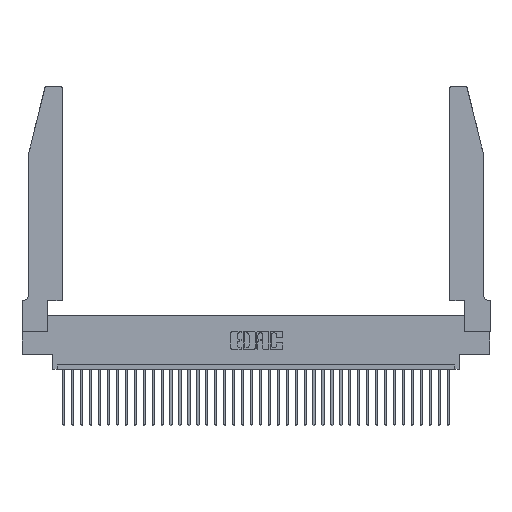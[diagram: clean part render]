
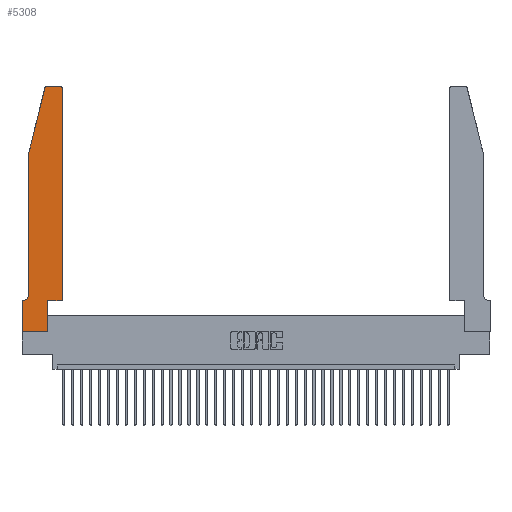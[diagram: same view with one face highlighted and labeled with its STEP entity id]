
A CAD part, top view. The second image highlights one B-rep face of the part: STEP entity #5308.
In plain terms, the highlighted planar face has unit normal (0, 0, 1).
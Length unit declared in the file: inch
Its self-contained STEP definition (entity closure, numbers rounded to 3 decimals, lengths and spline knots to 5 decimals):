
#138 = CARTESIAN_POINT ( 'NONE',  ( 0.0755, 0.42, 0.37 ) ) ;
#415 = VECTOR ( 'NONE', #31152, 39.37008 ) ;
#428 = EDGE_CURVE ( 'NONE', #15943, #26031, #27322, .T. ) ;
#549 = EDGE_CURVE ( 'NONE', #11250, #34043, #30481, .T. ) ;
#572 = VERTEX_POINT ( 'NONE', #26524 ) ;
#1705 = VECTOR ( 'NONE', #17338, 39.37008 ) ;
#1904 = LINE ( 'NONE', #6505, #3695 ) ;
#2280 = ORIENTED_EDGE ( 'NONE', *, *, #11572, .T. ) ;
#2866 = EDGE_CURVE ( 'NONE', #30143, #572, #17746, .T. ) ;
#2993 = DIRECTION ( 'NONE',  ( 0., 0., 1. ) ) ;
#3620 = CARTESIAN_POINT ( 'NONE',  ( 0.0055, 0.35, 0.37 ) ) ;
#3695 = VECTOR ( 'NONE', #27010, 39.37008 ) ;
#3742 = ORIENTED_EDGE ( 'NONE', *, *, #2866, .T. ) ;
#3985 = CIRCLE ( 'NONE', #22693, 0.07 ) ;
#4317 = ORIENTED_EDGE ( 'NONE', *, *, #6500, .T. ) ;
#5037 = DIRECTION ( 'NONE',  ( 0., 0., 1. ) ) ;
#5308 = ADVANCED_FACE ( 'NONE', ( #26322 ), #13412, .T. ) ;
#5768 = EDGE_CURVE ( 'NONE', #6588, #9711, #33488, .T. ) ;
#6022 = VERTEX_POINT ( 'NONE', #6096 ) ;
#6096 = CARTESIAN_POINT ( 'NONE',  ( 0.4205, 2.75, 0.37 ) ) ;
#6328 = CARTESIAN_POINT ( 'NONE',  ( 0., 0., 0.37 ) ) ;
#6400 = CARTESIAN_POINT ( 'NONE',  ( 0.2865, 0., 0.37 ) ) ;
#6500 = EDGE_CURVE ( 'NONE', #6022, #15943, #1904, .T. ) ;
#6505 = CARTESIAN_POINT ( 'NONE',  ( 0.2605, 2.75, 0.37 ) ) ;
#6588 = VERTEX_POINT ( 'NONE', #34296 ) ;
#7008 = DIRECTION ( 'NONE',  ( -1., 0., 0. ) ) ;
#7294 = VECTOR ( 'NONE', #32274, 39.37008 ) ;
#8895 = DIRECTION ( 'NONE',  ( 1., 0., 0. ) ) ;
#9711 = VERTEX_POINT ( 'NONE', #27736 ) ;
#9921 = CARTESIAN_POINT ( 'NONE',  ( 0., 0.35, 0.37 ) ) ;
#11185 = CARTESIAN_POINT ( 'NONE',  ( 0.0755, 2., 0.37 ) ) ;
#11240 = CARTESIAN_POINT ( 'NONE',  ( 0.25487, 2.72718, 0.37 ) ) ;
#11250 = VERTEX_POINT ( 'NONE', #3620 ) ;
#11441 = ORIENTED_EDGE ( 'NONE', *, *, #24667, .T. ) ;
#11572 = EDGE_CURVE ( 'NONE', #572, #6588, #36036, .T. ) ;
#11610 = DIRECTION ( 'NONE',  ( 0., -1., 0. ) ) ;
#12504 = CARTESIAN_POINT ( 'NONE',  ( 0., 0., 0.37 ) ) ;
#12853 = EDGE_CURVE ( 'NONE', #34043, #22987, #27801, .T. ) ;
#12922 = CARTESIAN_POINT ( 'NONE',  ( 0.0055, 0.42, 0.37 ) ) ;
#13412 = PLANE ( 'NONE',  #21750 ) ;
#13938 = DIRECTION ( 'NONE',  ( 0., 1., 0. ) ) ;
#14052 = CARTESIAN_POINT ( 'NONE',  ( 0.4505, 0.35, 0.37 ) ) ;
#14256 = DIRECTION ( 'NONE',  ( 1., 0., 0. ) ) ;
#14673 = AXIS2_PLACEMENT_3D ( 'NONE', #23119, #5037, #14256 ) ;
#15008 = VECTOR ( 'NONE', #16853, 39.37008 ) ;
#15122 = ORIENTED_EDGE ( 'NONE', *, *, #22967, .T. ) ;
#15507 = VERTEX_POINT ( 'NONE', #22148 ) ;
#15943 = VERTEX_POINT ( 'NONE', #19410 ) ;
#16245 = DIRECTION ( 'NONE',  ( 0., 0., 1. ) ) ;
#16509 = CARTESIAN_POINT ( 'NONE',  ( 0., 0.35, 0.37 ) ) ;
#16853 = DIRECTION ( 'NONE',  ( -0.239, -0.971, 0. ) ) ;
#17338 = DIRECTION ( 'NONE',  ( -1., 0., 0. ) ) ;
#17746 = LINE ( 'NONE', #27514, #21479 ) ;
#18342 = LINE ( 'NONE', #23370, #35589 ) ;
#18700 = DIRECTION ( 'NONE',  ( 0., 0., -1. ) ) ;
#18929 = DIRECTION ( 'NONE',  ( 1., 0., 0. ) ) ;
#18950 = ORIENTED_EDGE ( 'NONE', *, *, #5768, .T. ) ;
#19059 = CARTESIAN_POINT ( 'NONE',  ( 0.0755, 2., 0.37 ) ) ;
#19410 = CARTESIAN_POINT ( 'NONE',  ( 0.284, 2.75, 0.37 ) ) ;
#20361 = EDGE_LOOP ( 'NONE', ( #4317, #32200, #11441, #31633, #32852, #37079, #28942, #36350, #3742, #2280, #18950, #15122 ) ) ;
#21411 = EDGE_CURVE ( 'NONE', #25265, #11250, #3985, .T. ) ;
#21479 = VECTOR ( 'NONE', #30424, 39.37008 ) ;
#21750 = AXIS2_PLACEMENT_3D ( 'NONE', #16509, #16245, #18929 ) ;
#22148 = CARTESIAN_POINT ( 'NONE',  ( 0.0755, 2., 0.37 ) ) ;
#22693 = AXIS2_PLACEMENT_3D ( 'NONE', #12922, #18700, #7008 ) ;
#22967 = EDGE_CURVE ( 'NONE', #9711, #6022, #26346, .T. ) ;
#22987 = VERTEX_POINT ( 'NONE', #6328 ) ;
#23119 = CARTESIAN_POINT ( 'NONE',  ( 0.284, 2.72, 0.37 ) ) ;
#23186 = AXIS2_PLACEMENT_3D ( 'NONE', #34996, #2993, #8895 ) ;
#23370 = CARTESIAN_POINT ( 'NONE',  ( 0., 0., 0.37 ) ) ;
#24667 = EDGE_CURVE ( 'NONE', #26031, #15507, #30119, .T. ) ;
#25265 = VERTEX_POINT ( 'NONE', #138 ) ;
#25644 = LINE ( 'NONE', #19059, #415 ) ;
#25821 = VECTOR ( 'NONE', #13938, 39.37008 ) ;
#26031 = VERTEX_POINT ( 'NONE', #11240 ) ;
#26167 = DIRECTION ( 'NONE',  ( 1., 0., 0. ) ) ;
#26322 = FACE_OUTER_BOUND ( 'NONE', #20361, .T. ) ;
#26346 = CIRCLE ( 'NONE', #23186, 0.03 ) ;
#26524 = CARTESIAN_POINT ( 'NONE',  ( 0.2865, 0.35, 0.37 ) ) ;
#26613 = EDGE_CURVE ( 'NONE', #22987, #30143, #18342, .T. ) ;
#27010 = DIRECTION ( 'NONE',  ( -1., 0., 0. ) ) ;
#27322 = CIRCLE ( 'NONE', #14673, 0.03 ) ;
#27514 = CARTESIAN_POINT ( 'NONE',  ( 0.2865, 0.35, 0.37 ) ) ;
#27736 = CARTESIAN_POINT ( 'NONE',  ( 0.4505, 2.72, 0.37 ) ) ;
#27801 = LINE ( 'NONE', #12504, #36830 ) ;
#28792 = CARTESIAN_POINT ( 'NONE',  ( 0.4505, 0.35, 0.37 ) ) ;
#28942 = ORIENTED_EDGE ( 'NONE', *, *, #12853, .T. ) ;
#29058 = EDGE_CURVE ( 'NONE', #15507, #25265, #25644, .T. ) ;
#30119 = LINE ( 'NONE', #11185, #15008 ) ;
#30143 = VERTEX_POINT ( 'NONE', #6400 ) ;
#30424 = DIRECTION ( 'NONE',  ( 0., 1., 0. ) ) ;
#30481 = LINE ( 'NONE', #34715, #1705 ) ;
#31152 = DIRECTION ( 'NONE',  ( 0., -1., 0. ) ) ;
#31633 = ORIENTED_EDGE ( 'NONE', *, *, #29058, .T. ) ;
#32200 = ORIENTED_EDGE ( 'NONE', *, *, #428, .T. ) ;
#32274 = DIRECTION ( 'NONE',  ( 1., 0., 0. ) ) ;
#32852 = ORIENTED_EDGE ( 'NONE', *, *, #21411, .T. ) ;
#33488 = LINE ( 'NONE', #14052, #25821 ) ;
#34043 = VERTEX_POINT ( 'NONE', #9921 ) ;
#34296 = CARTESIAN_POINT ( 'NONE',  ( 0.4505, 0.35, 0.37 ) ) ;
#34715 = CARTESIAN_POINT ( 'NONE',  ( 0.0755, 0.35, 0.37 ) ) ;
#34996 = CARTESIAN_POINT ( 'NONE',  ( 0.4205, 2.72, 0.37 ) ) ;
#35589 = VECTOR ( 'NONE', #26167, 39.37008 ) ;
#36036 = LINE ( 'NONE', #28792, #7294 ) ;
#36350 = ORIENTED_EDGE ( 'NONE', *, *, #26613, .T. ) ;
#36830 = VECTOR ( 'NONE', #11610, 39.37008 ) ;
#37079 = ORIENTED_EDGE ( 'NONE', *, *, #549, .T. ) ;
